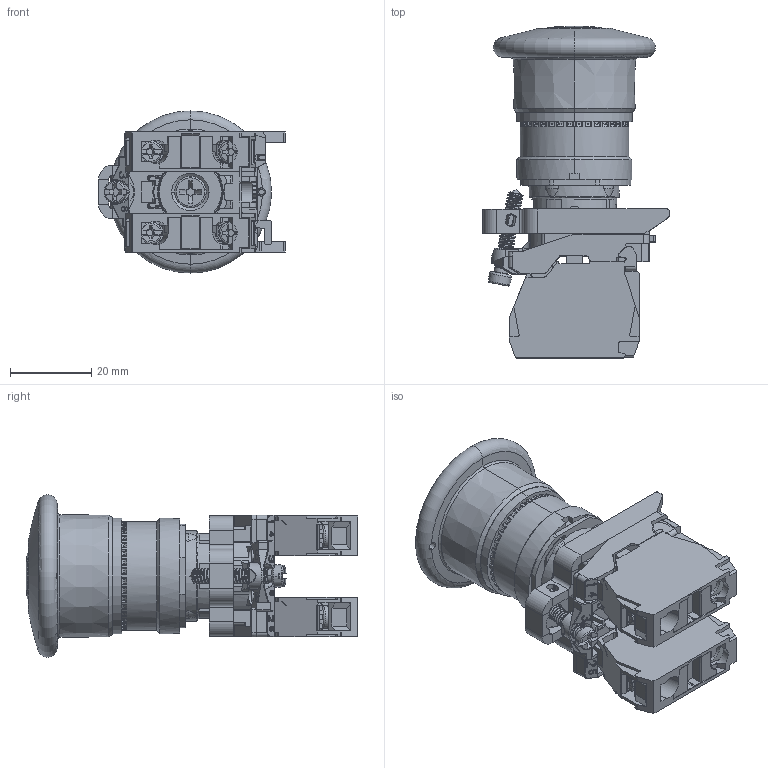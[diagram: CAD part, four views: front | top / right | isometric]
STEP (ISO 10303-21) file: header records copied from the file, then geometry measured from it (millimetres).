
FILE_DESCRIPTION((''),'2;1');
FILE_NAME('XB4BT45_ASM','2023-07-01T',('Administrator'),('zyb.com'),'PRO/ENGINEER BY PARAMETRIC TECHNOLOGY CORPORATION, 2010280','PRO/ENGINEER BY PARAMETRIC TECHNOLOGY CORPORATION, 2010280','');
FILE_SCHEMA(('AUTOMOTIVE_DESIGN { 1 0 10303 214 1 1 1 1 }'));
Length unit declared in the file: millimetre
Products named in the file (5): ZB4BE009; ZBE101; ZBE102; ZB4BT4C; XB4BT45_ASM
Assembly tree (4 placements, depth 2):
  XB4BT45_ASM
    ZB4BE009
    ZBE101
    ZBE102
    ZB4BT4C
Bounding box: 46 x 81.85 x 39.99 mm (x, y, z)
Volume: 48890.8 mm3; surface area: 26175.3 mm2
Topology: 25 solids, 39 shells, 5253 faces, 14360 edges, 9272 vertices
Faces by surface type: plane 3083, cylinder 1435, bspline 242, cone 232, torus 207, sphere 54
Entity records: 220408 total; most frequent: CARTESIAN_POINT 51291, ORIENTED_EDGE 28704, DIRECTION 26112, EDGE_CURVE 14352, VECTOR 9638, LINE 9638, VERTEX_POINT 9272, AXIS2_PLACEMENT_3D 8237
